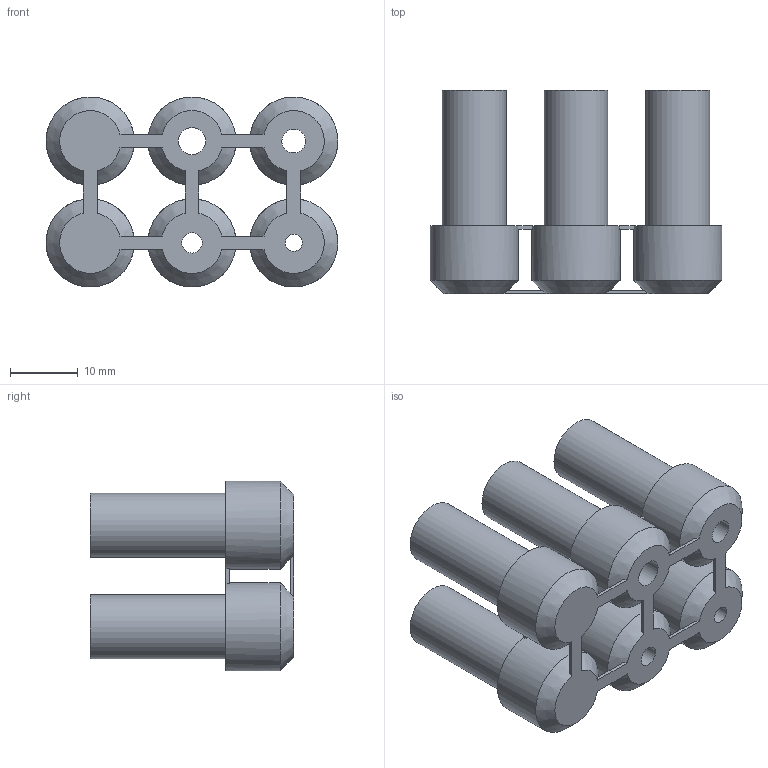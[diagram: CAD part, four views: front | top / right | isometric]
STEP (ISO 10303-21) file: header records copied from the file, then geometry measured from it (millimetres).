
FILE_DESCRIPTION(/* description */ (''),/* implementation_level */ '2;1');
FILE_NAME(/* name */ 'Barrel Nozzle_v4.step',/* time_stamp */ '2022-05-10T16:50:06+01:00',/* author */ (''),/* organization */ (''),/* preprocessor_version */ 'ST-DEVELOPER v18.1',/* originating_system */ 'Autodesk Translation Framework v10.14.0.1471',/* authorisation */ '');
FILE_SCHEMA (('AUTOMOTIVE_DESIGN { 1 0 10303 214 3 1 1 }'));
Length unit declared in the file: millimetre
Products named in the file (1): Barrel Nozzle
Bounding box: 43 x 30 x 28 mm (x, y, z)
Volume: 14566.8 mm3; surface area: 8637.2 mm2
Topology: 1 solids, 1 shells, 72 faces, 232 edges, 150 vertices
Faces by surface type: plane 46, cylinder 16, cone 10
Full cylindrical faces by diameter (mm): 2.5 x1, 3 x1, 3.5 x1, 4 x1, 9.4 x6, 13 x6
Entity records: 2635 total; most frequent: CARTESIAN_POINT 511, ORIENTED_EDGE 464, DIRECTION 444, EDGE_CURVE 232, AXIS2_PLACEMENT_3D 167, VERTEX_POINT 150, LINE 110, VECTOR 110
